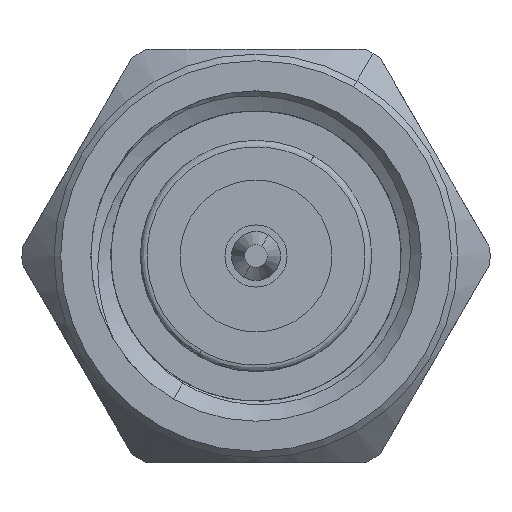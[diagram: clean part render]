
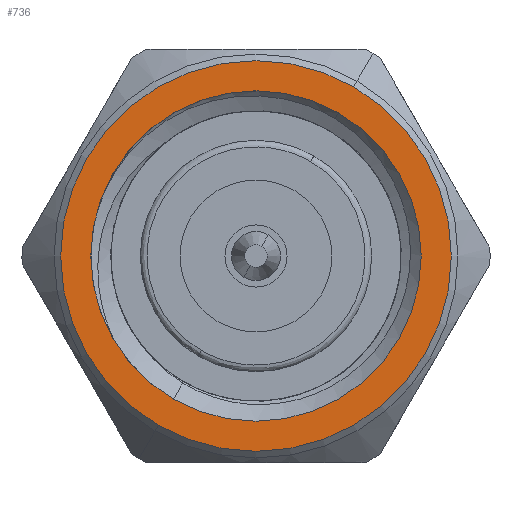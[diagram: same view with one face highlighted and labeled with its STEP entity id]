
A CAD part, left-side view. The second image highlights one B-rep face of the part: STEP entity #736.
In plain terms, the highlighted planar face has unit normal (-1, 0, 0).
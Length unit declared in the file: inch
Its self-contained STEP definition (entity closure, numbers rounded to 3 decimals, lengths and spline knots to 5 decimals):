
#19 = EDGE_CURVE ( 'NONE', #692, #2336, #2853, .T. ) ;
#44 = ORIENTED_EDGE ( 'NONE', *, *, #19, .F. ) ;
#150 = PLANE ( 'NONE',  #2234 ) ;
#282 = EDGE_LOOP ( 'NONE', ( #2037, #44 ) ) ;
#299 = CIRCLE ( 'NONE', #2673, 0.125 ) ;
#407 = DIRECTION ( 'NONE',  ( 1., 0., 0. ) ) ;
#420 = CIRCLE ( 'NONE', #1694, 0.14779 ) ;
#520 = DIRECTION ( 'NONE',  ( 0., 0.5, -0.866 ) ) ;
#684 = DIRECTION ( 'NONE',  ( 1., 0., 0. ) ) ;
#692 = VERTEX_POINT ( 'NONE', #2464 ) ;
#736 = ADVANCED_FACE ( 'NONE', ( #1201, #1713 ), #150, .F. ) ;
#780 = CARTESIAN_POINT ( 'NONE',  ( 0., 0., 0. ) ) ;
#833 = DIRECTION ( 'NONE',  ( 1., 0., 0. ) ) ;
#1149 = DIRECTION ( 'NONE',  ( 0., 1., 0. ) ) ;
#1201 = FACE_BOUND ( 'NONE', #1584, .T. ) ;
#1327 = EDGE_CURVE ( 'NONE', #2336, #692, #420, .T. ) ;
#1584 = EDGE_LOOP ( 'NONE', ( #2161, #2720 ) ) ;
#1669 = CARTESIAN_POINT ( 'NONE',  ( 0., 0., 0. ) ) ;
#1682 = CARTESIAN_POINT ( 'NONE',  ( 0., 0.0625, -0.10825 ) ) ;
#1694 = AXIS2_PLACEMENT_3D ( 'NONE', #2883, #833, #520 ) ;
#1713 = FACE_OUTER_BOUND ( 'NONE', #282, .T. ) ;
#1757 = VERTEX_POINT ( 'NONE', #2772 ) ;
#1764 = CARTESIAN_POINT ( 'NONE',  ( 0., 0.0739, -0.12799 ) ) ;
#1857 = EDGE_CURVE ( 'NONE', #1757, #3056, #2237, .T. ) ;
#1961 = DIRECTION ( 'NONE',  ( 0., -0.5, 0.866 ) ) ;
#2037 = ORIENTED_EDGE ( 'NONE', *, *, #1327, .F. ) ;
#2161 = ORIENTED_EDGE ( 'NONE', *, *, #1857, .T. ) ;
#2234 = AXIS2_PLACEMENT_3D ( 'NONE', #2755, #407, #1149 ) ;
#2237 = CIRCLE ( 'NONE', #3180, 0.125 ) ;
#2282 = CARTESIAN_POINT ( 'NONE',  ( 0., 0., 0. ) ) ;
#2336 = VERTEX_POINT ( 'NONE', #1764 ) ;
#2464 = CARTESIAN_POINT ( 'NONE',  ( 0., -0.0739, 0.12799 ) ) ;
#2525 = DIRECTION ( 'NONE',  ( 0., -0.5, 0.866 ) ) ;
#2619 = DIRECTION ( 'NONE',  ( 0., 0.5, -0.866 ) ) ;
#2673 = AXIS2_PLACEMENT_3D ( 'NONE', #1669, #3026, #2525 ) ;
#2720 = ORIENTED_EDGE ( 'NONE', *, *, #2867, .T. ) ;
#2755 = CARTESIAN_POINT ( 'NONE',  ( 0., 0., 0. ) ) ;
#2772 = CARTESIAN_POINT ( 'NONE',  ( 0., -0.0625, 0.10825 ) ) ;
#2853 = CIRCLE ( 'NONE', #3078, 0.14779 ) ;
#2867 = EDGE_CURVE ( 'NONE', #3056, #1757, #299, .T. ) ;
#2880 = DIRECTION ( 'NONE',  ( 1., 0., 0. ) ) ;
#2883 = CARTESIAN_POINT ( 'NONE',  ( 0., 0., 0. ) ) ;
#3026 = DIRECTION ( 'NONE',  ( 1., 0., 0. ) ) ;
#3056 = VERTEX_POINT ( 'NONE', #1682 ) ;
#3078 = AXIS2_PLACEMENT_3D ( 'NONE', #780, #2880, #2619 ) ;
#3180 = AXIS2_PLACEMENT_3D ( 'NONE', #2282, #684, #1961 ) ;
